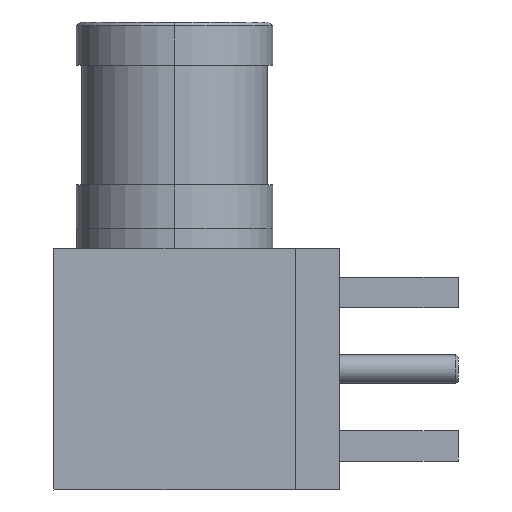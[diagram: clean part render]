
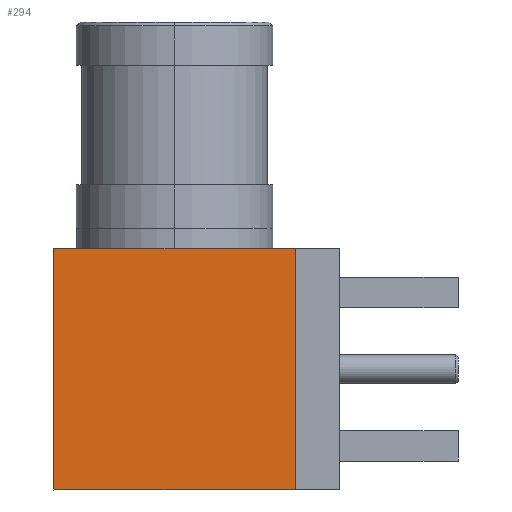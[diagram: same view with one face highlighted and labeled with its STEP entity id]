
A CAD part, left-side view. The second image highlights one B-rep face of the part: STEP entity #294.
In plain terms, the highlighted planar face has unit normal (-1, 0, 0).
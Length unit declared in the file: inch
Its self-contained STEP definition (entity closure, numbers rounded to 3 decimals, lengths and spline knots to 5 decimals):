
#6 = CARTESIAN_POINT ( 'NONE',  ( -0.15738, -0.15748, -0.05248 ) ) ;
#129 = CARTESIAN_POINT ( 'NONE',  ( -0.15748, 0.15748, 0.15748 ) ) ;
#206 = CARTESIAN_POINT ( 'NONE',  ( -0.15748, -0.15748, 0.15748 ) ) ;
#218 = DIRECTION ( 'NONE',  ( 0., 0., -1. ) ) ;
#247 = CARTESIAN_POINT ( 'NONE',  ( -0.15738, -0.15748, 0.05248 ) ) ;
#294 = ADVANCED_FACE ( 'NONE', ( #999 ), #3094, .F. ) ;
#497 = CARTESIAN_POINT ( 'NONE',  ( -0.15743, -0.15748, 0.15743 ) ) ;
#566 = DIRECTION ( 'NONE',  ( 1., 0., 0. ) ) ;
#600 = ORIENTED_EDGE ( 'NONE', *, *, #1351, .T. ) ;
#809 = CARTESIAN_POINT ( 'NONE',  ( -0.15748, -0.15748, -0.15748 ) ) ;
#825 = EDGE_CURVE ( 'NONE', #1527, #828, #2280, .T. ) ;
#828 = VERTEX_POINT ( 'NONE', #2312 ) ;
#879 = AXIS2_PLACEMENT_3D ( 'NONE', #3129, #566, #1902 ) ;
#999 = FACE_OUTER_BOUND ( 'NONE', #2429, .T. ) ;
#1047 = ORIENTED_EDGE ( 'NONE', *, *, #825, .T. ) ;
#1052 = CARTESIAN_POINT ( 'NONE',  ( -0.15743, -0.15748, -0.15743 ) ) ;
#1115 = VECTOR ( 'NONE', #1849, 39.37008 ) ;
#1116 = ORIENTED_EDGE ( 'NONE', *, *, #1767, .F. ) ;
#1281 = VERTEX_POINT ( 'NONE', #2650 ) ;
#1351 = EDGE_CURVE ( 'NONE', #828, #1281, #3147, .T. ) ;
#1527 = VERTEX_POINT ( 'NONE', #129 ) ;
#1531 = CARTESIAN_POINT ( 'NONE',  ( -0.15748, 0.15748, 0.15748 ) ) ;
#1747 = LINE ( 'NONE', #206, #2036 ) ;
#1753 = ORIENTED_EDGE ( 'NONE', *, *, #1857, .F. ) ;
#1767 = EDGE_CURVE ( 'NONE', #3268, #1281, #2728, .T. ) ;
#1849 = DIRECTION ( 'NONE',  ( 0., -1., 0. ) ) ;
#1857 = EDGE_CURVE ( 'NONE', #1527, #3268, #1747, .T. ) ;
#1902 = DIRECTION ( 'NONE',  ( 0., 1., 0. ) ) ;
#2036 = VECTOR ( 'NONE', #2791, 39.37008 ) ;
#2280 = LINE ( 'NONE', #1531, #2428 ) ;
#2312 = CARTESIAN_POINT ( 'NONE',  ( -0.15748, 0.15748, -0.15748 ) ) ;
#2428 = VECTOR ( 'NONE', #218, 39.37008 ) ;
#2429 = EDGE_LOOP ( 'NONE', ( #600, #1116, #1753, #1047 ) ) ;
#2522 = CARTESIAN_POINT ( 'NONE',  ( -0.15743, -0.15748, 0.15743 ) ) ;
#2650 = CARTESIAN_POINT ( 'NONE',  ( -0.15743, -0.15748, -0.15743 ) ) ;
#2728 = B_SPLINE_CURVE_WITH_KNOTS ( 'NONE', 3,
 ( #497, #247, #6, #1052 ),
 .UNSPECIFIED., .F., .F.,
 ( 4, 4 ),
 ( 0., 1. ),
 .UNSPECIFIED. ) ;
#2791 = DIRECTION ( 'NONE',  ( 0., -1., 0. ) ) ;
#3094 = PLANE ( 'NONE',  #879 ) ;
#3129 = CARTESIAN_POINT ( 'NONE',  ( -0.15748, -0.15748, 0.15748 ) ) ;
#3147 = LINE ( 'NONE', #809, #1115 ) ;
#3268 = VERTEX_POINT ( 'NONE', #2522 ) ;
